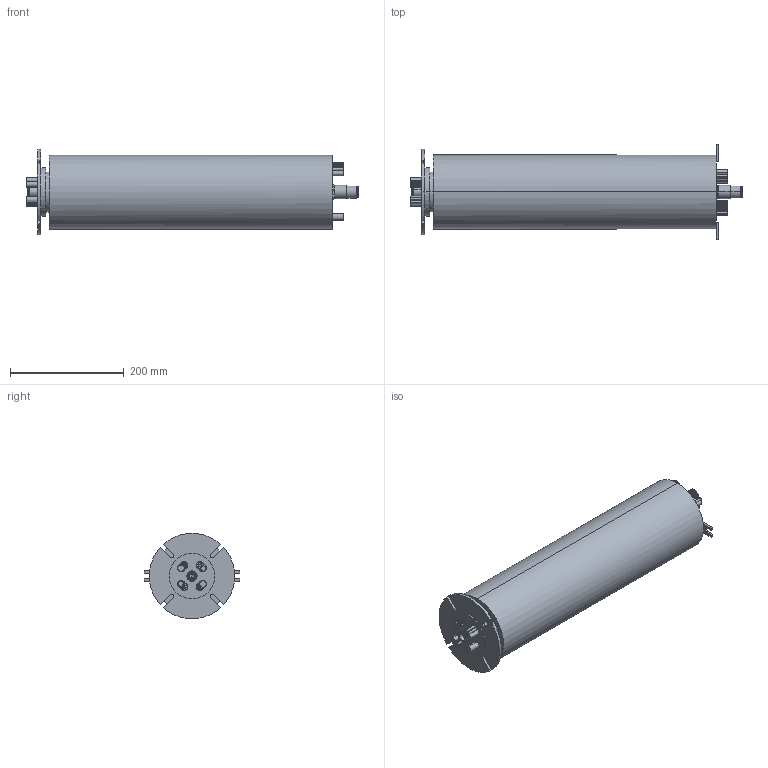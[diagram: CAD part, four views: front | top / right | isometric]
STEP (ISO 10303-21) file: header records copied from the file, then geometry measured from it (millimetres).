
FILE_DESCRIPTION (( 'STEP AP203' ), '1' );
FILE_NAME ('RX01225001.STEP', '2021-01-29T00:29:25', ( '微软用户' ), ( '微软中国' ), 'SwSTEP 2.0', 'SolidWorks 2014', '' );
FILE_SCHEMA (( 'CONFIG_CONTROL_DESIGN' ));
Length unit declared in the file: millimetre
Products named in the file (4): KQ2S12-03S; RX01225001; KSH12-03S
Assembly tree (3 placements, depth 2):
  RX01225001
    RX01225001
    KSH12-03S
    KQ2S12-03S
Bounding box: 582.8 x 168 x 149.75 mm (x, y, z)
Volume: 6793517.3 mm3; surface area: 296849.4 mm2
Topology: 3 solids, 3 shells, 632 faces, 1353 edges, 892 vertices
Faces by surface type: cylinder 383, plane 219, cone 28, bspline 2
Entity records: 18289 total; most frequent: CARTESIAN_POINT 3387, DIRECTION 3385, ORIENTED_EDGE 2698, AXIS2_PLACEMENT_3D 1442, EDGE_CURVE 1349, VERTEX_POINT 892, EDGE_LOOP 809, CIRCLE 806
